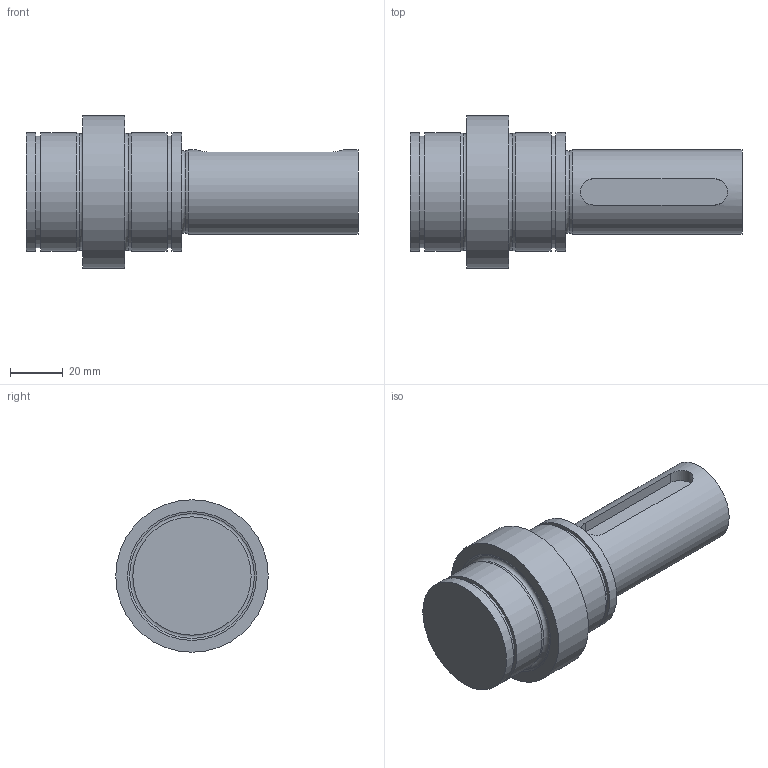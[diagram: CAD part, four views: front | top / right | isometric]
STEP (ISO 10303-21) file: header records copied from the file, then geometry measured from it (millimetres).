
FILE_DESCRIPTION(/* description */ (''),/* implementation_level */ '2;1');
FILE_NAME(/* name */ 'shaft_1.stp',/* time_stamp */ '2025-10-16T14:43:48Z',/* author */ ('Administrator'),/* organization */ (''),/* preprocessor_version */ 'ST-DEVELOPER v20.1',/* originating_system */ 'Autodesk Inventor 2026',/* authorisation */ '');
FILE_SCHEMA (('AUTOMOTIVE_DESIGN { 1 0 10303 214 3 1 1 }'));
Length unit declared in the file: millimetre
Products named in the file (1): 1
Bounding box: 126.3 x 58 x 58 mm (x, y, z)
Volume: 161446.6 mm3; surface area: 22347.1 mm2
Topology: 1 solids, 1 shells, 31 faces, 62 edges, 41 vertices
Faces by surface type: plane 12, cylinder 10, cone 6, torus 3
Full cylindrical faces by diameter (mm): 32 x1, 42.5 x2, 45 x4, 58 x1
Entity records: 895 total; most frequent: CARTESIAN_POINT 171, DIRECTION 158, ORIENTED_EDGE 124, AXIS2_PLACEMENT_3D 68, EDGE_CURVE 62, VERTEX_POINT 41, EDGE_LOOP 39, CIRCLE 36
